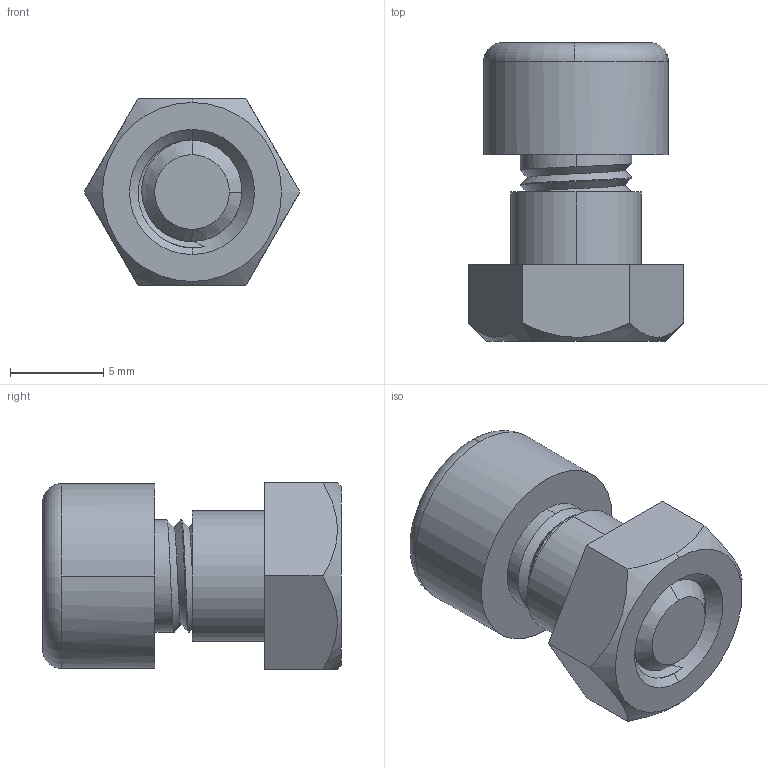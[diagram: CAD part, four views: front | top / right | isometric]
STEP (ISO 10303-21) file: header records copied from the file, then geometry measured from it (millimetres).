
FILE_DESCRIPTION (( 'STEP AP214' ), '1' );
FILE_NAME ('B323 Âèíò îöèíê. DIN 912 Ì6õ10 ñ ãàéêîé.STEP', '2023-11-14T12:47:19', ( '' ), ( '' ), 'SwSTEP 2.0', 'SolidWorks 2022', '' );
FILE_SCHEMA (( 'AUTOMOTIVE_DESIGN' ));
Length unit declared in the file: millimetre
Products named in the file (1): B323 Винт оцинк. DIN 912 М6х10 с гайкой
Bounding box: 11.55 x 16 x 10 mm (x, y, z)
Volume: 909.2 mm3; surface area: 1143.7 mm2
Topology: 2 solids, 2 shells, 95 faces, 250 edges, 162 vertices
Faces by surface type: cylinder 48, plane 20, bspline 16, cone 9, torus 2
Entity records: 7912 total; most frequent: CARTESIAN_POINT 4763, ORIENTED_EDGE 500, DIRECTION 305, EDGE_CURVE 250, VERTEX_POINT 162, B_SPLINE_CURVE_WITH_KNOTS 134, AXIS2_PLACEMENT_3D 109, EDGE_LOOP 100
